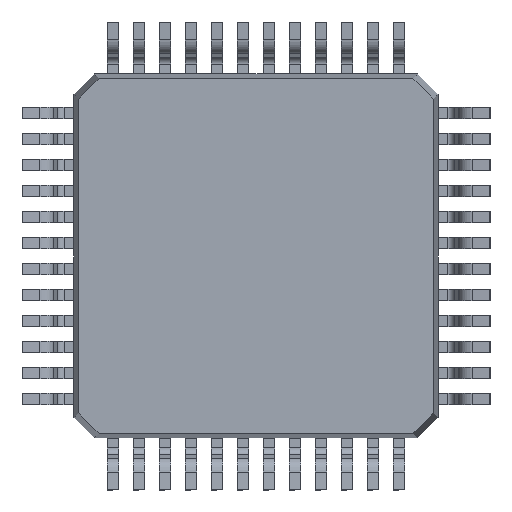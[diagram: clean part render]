
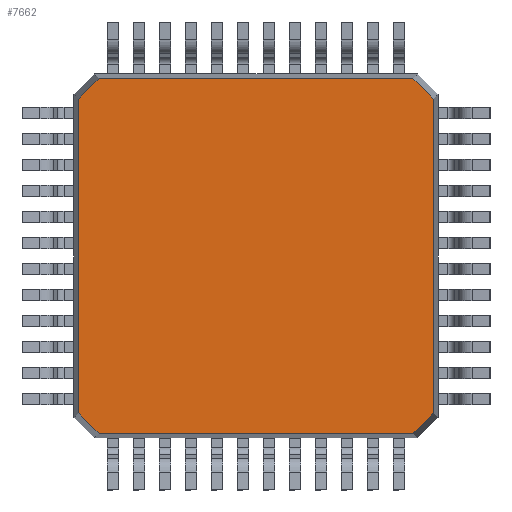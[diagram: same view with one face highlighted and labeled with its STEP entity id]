
A CAD part, front view. The second image highlights one B-rep face of the part: STEP entity #7662.
In plain terms, the highlighted planar face has unit normal (0, -1, 0).
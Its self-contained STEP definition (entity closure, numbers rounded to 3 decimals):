
#103 = CARTESIAN_POINT ( 'NONE',  ( 3.017, 0.15, -3.42 ) ) ;
#556 = EDGE_CURVE ( 'NONE', #2690, #19328, #3603, .T. ) ;
#820 = CARTESIAN_POINT ( 'NONE',  ( 3.42, 0.15, -3.5 ) ) ;
#981 = DIRECTION ( 'NONE',  ( -0.707, 0., 0.707 ) ) ;
#1347 = DIRECTION ( 'NONE',  ( 0., -1., 0. ) ) ;
#1490 = ORIENTED_EDGE ( 'NONE', *, *, #2791, .T. ) ;
#1681 = DIRECTION ( 'NONE',  ( 0.707, 0., -0.707 ) ) ;
#2543 = VECTOR ( 'NONE', #12081, 1000. ) ;
#2690 = VERTEX_POINT ( 'NONE', #12910 ) ;
#2791 = EDGE_CURVE ( 'NONE', #10638, #6230, #6977, .T. ) ;
#3603 = LINE ( 'NONE', #10494, #5710 ) ;
#3757 = CARTESIAN_POINT ( 'NONE',  ( 3.5, 0.15, 3.42 ) ) ;
#3851 = EDGE_CURVE ( 'NONE', #12949, #21407, #6879, .T. ) ;
#4128 = AXIS2_PLACEMENT_3D ( 'NONE', #21481, #1347, #4479 ) ;
#4162 = DIRECTION ( 'NONE',  ( 0., 0., 1. ) ) ;
#4183 = ORIENTED_EDGE ( 'NONE', *, *, #5936, .T. ) ;
#4213 = VECTOR ( 'NONE', #4162, 1000. ) ;
#4479 = DIRECTION ( 'NONE',  ( 0., 0., -1. ) ) ;
#5372 = VECTOR ( 'NONE', #981, 1000. ) ;
#5506 = DIRECTION ( 'NONE',  ( 0., 0., -1. ) ) ;
#5710 = VECTOR ( 'NONE', #1681, 1000. ) ;
#5936 = EDGE_CURVE ( 'NONE', #7302, #2690, #9189, .T. ) ;
#6046 = FACE_OUTER_BOUND ( 'NONE', #17465, .T. ) ;
#6130 = VECTOR ( 'NONE', #15776, 1000. ) ;
#6230 = VERTEX_POINT ( 'NONE', #11618 ) ;
#6879 = LINE ( 'NONE', #3757, #6130 ) ;
#6977 = LINE ( 'NONE', #820, #4213 ) ;
#7161 = CARTESIAN_POINT ( 'NONE',  ( 3.218, 0.15, -3.218 ) ) ;
#7302 = VERTEX_POINT ( 'NONE', #12899 ) ;
#7528 = VECTOR ( 'NONE', #11490, 1000. ) ;
#7662 = ADVANCED_FACE ( 'NONE', ( #6046 ), #12847, .T. ) ;
#7700 = VECTOR ( 'NONE', #18728, 1000. ) ;
#8211 = ORIENTED_EDGE ( 'NONE', *, *, #556, .T. ) ;
#8247 = CARTESIAN_POINT ( 'NONE',  ( -3.5, 0.15, -3.42 ) ) ;
#8840 = LINE ( 'NONE', #15176, #2543 ) ;
#9189 = LINE ( 'NONE', #20861, #16907 ) ;
#9560 = ORIENTED_EDGE ( 'NONE', *, *, #3851, .T. ) ;
#9667 = CARTESIAN_POINT ( 'NONE',  ( -3.017, 0.15, -3.42 ) ) ;
#9796 = EDGE_CURVE ( 'NONE', #6230, #12949, #16025, .T. ) ;
#9908 = CARTESIAN_POINT ( 'NONE',  ( -3.017, 0.15, 3.42 ) ) ;
#10142 = ORIENTED_EDGE ( 'NONE', *, *, #17292, .T. ) ;
#10494 = CARTESIAN_POINT ( 'NONE',  ( -3.218, 0.15, -3.218 ) ) ;
#10638 = VERTEX_POINT ( 'NONE', #11361 ) ;
#11361 = CARTESIAN_POINT ( 'NONE',  ( 3.42, 0.15, -3.017 ) ) ;
#11490 = DIRECTION ( 'NONE',  ( 1., 0., 0. ) ) ;
#11618 = CARTESIAN_POINT ( 'NONE',  ( 3.42, 0.15, 3.017 ) ) ;
#11709 = VERTEX_POINT ( 'NONE', #103 ) ;
#12081 = DIRECTION ( 'NONE',  ( -0.707, 0., -0.707 ) ) ;
#12847 = PLANE ( 'NONE',  #4128 ) ;
#12899 = CARTESIAN_POINT ( 'NONE',  ( -3.42, 0.15, 3.017 ) ) ;
#12910 = CARTESIAN_POINT ( 'NONE',  ( -3.42, 0.15, -3.017 ) ) ;
#12949 = VERTEX_POINT ( 'NONE', #18292 ) ;
#13395 = EDGE_CURVE ( 'NONE', #19328, #11709, #15134, .T. ) ;
#13695 = ORIENTED_EDGE ( 'NONE', *, *, #9796, .T. ) ;
#13946 = LINE ( 'NONE', #7161, #7700 ) ;
#14350 = ORIENTED_EDGE ( 'NONE', *, *, #13395, .T. ) ;
#15134 = LINE ( 'NONE', #8247, #7528 ) ;
#15176 = CARTESIAN_POINT ( 'NONE',  ( -3.218, 0.15, 3.218 ) ) ;
#15776 = DIRECTION ( 'NONE',  ( -1., 0., 0. ) ) ;
#16025 = LINE ( 'NONE', #21226, #5372 ) ;
#16907 = VECTOR ( 'NONE', #5506, 1000. ) ;
#17292 = EDGE_CURVE ( 'NONE', #11709, #10638, #13946, .T. ) ;
#17465 = EDGE_LOOP ( 'NONE', ( #14350, #10142, #1490, #13695, #9560, #20097, #4183, #8211 ) ) ;
#18292 = CARTESIAN_POINT ( 'NONE',  ( 3.017, 0.15, 3.42 ) ) ;
#18728 = DIRECTION ( 'NONE',  ( 0.707, 0., 0.707 ) ) ;
#19328 = VERTEX_POINT ( 'NONE', #9667 ) ;
#20097 = ORIENTED_EDGE ( 'NONE', *, *, #21110, .T. ) ;
#20861 = CARTESIAN_POINT ( 'NONE',  ( -3.42, 0.15, 3.5 ) ) ;
#21110 = EDGE_CURVE ( 'NONE', #21407, #7302, #8840, .T. ) ;
#21226 = CARTESIAN_POINT ( 'NONE',  ( 3.218, 0.15, 3.218 ) ) ;
#21407 = VERTEX_POINT ( 'NONE', #9908 ) ;
#21481 = CARTESIAN_POINT ( 'NONE',  ( 0., 0.15, 0. ) ) ;
